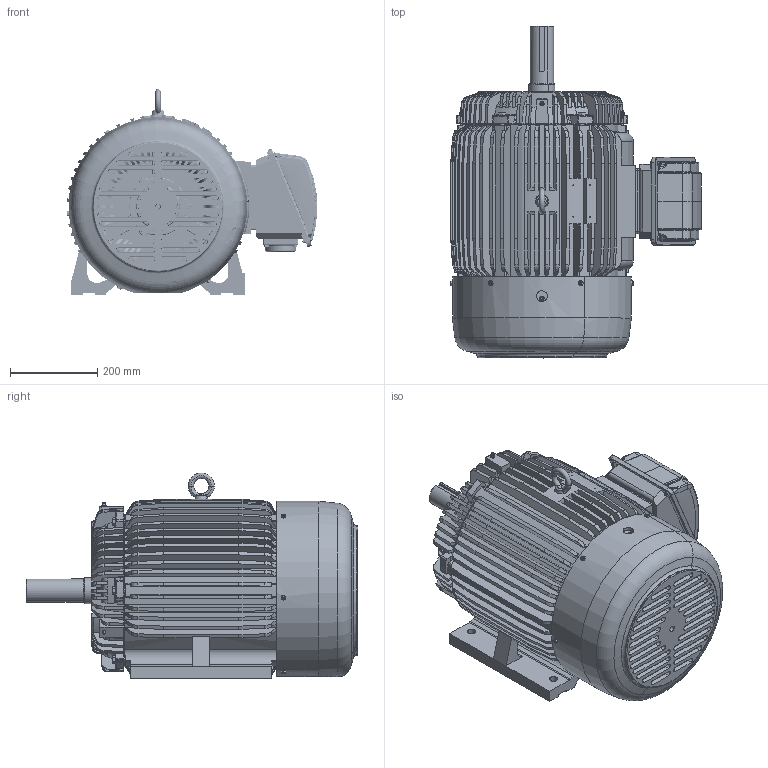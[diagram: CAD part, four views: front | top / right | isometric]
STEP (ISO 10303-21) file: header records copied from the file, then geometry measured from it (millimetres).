
FILE_DESCRIPTION(('CATIA V5 STEP Exchange'),'2;1');
FILE_NAME('324T-H_AllCATPart.stp','2012-08-25T02:20:22+00:00',('none'),('none'),'CATIA Version 5 Release 19 SP 9 (IN-10)','CATIA V5 STEP AP203','none');
FILE_SCHEMA(('CONFIG_CONTROL_DESIGN'));
Length unit declared in the file: millimetre
Products named in the file (1): 324T-H_AllCATPart
Bounding box: 576.11 x 762.6 x 473.2 mm (x, y, z)
Volume: 20891990.6 mm3; surface area: 4222916.1 mm2
Topology: 49 solids, 57 shells, 4409 faces, 12075 edges, 7837 vertices
Faces by surface type: plane 1522, torus 993, cylinder 897, cone 774, bspline 197, sphere 24, revolution 2
Entity records: 163107 total; most frequent: CARTESIAN_POINT 68887, ORIENTED_EDGE 24078, EDGE_CURVE 12039, DIRECTION 12010, VERTEX_POINT 7837, AXIS2_PLACEMENT_3D 6241, EDGE_LOOP 4718, ADVANCED_FACE 4409
